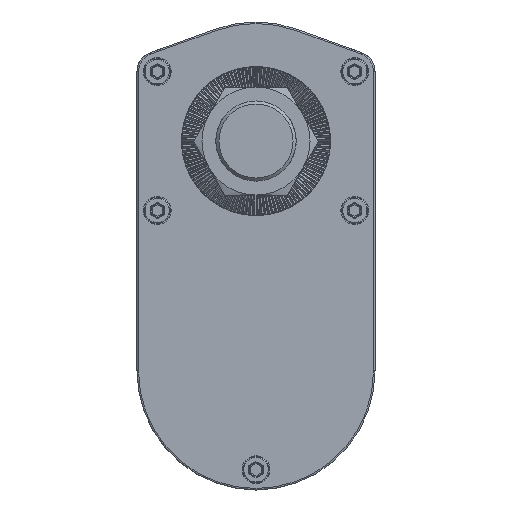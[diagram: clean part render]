
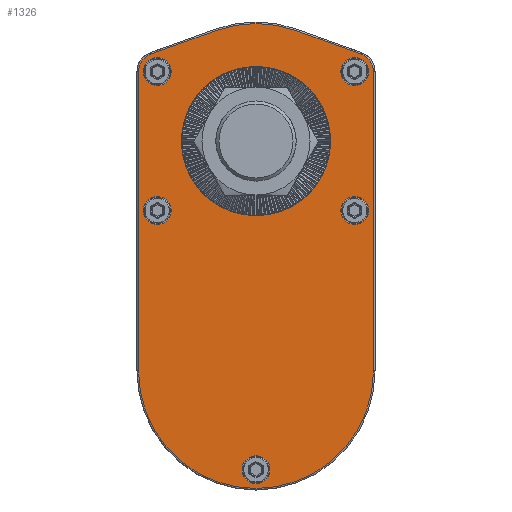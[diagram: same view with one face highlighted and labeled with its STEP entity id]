
A CAD part, front view. The second image highlights one B-rep face of the part: STEP entity #1326.
In plain terms, the highlighted planar face has unit normal (0, -1, 0).
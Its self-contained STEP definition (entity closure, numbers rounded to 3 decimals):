
#1326 = ADVANCED_FACE( '', ( #3335, #3336, #3337, #3338, #3339, #3340, #3341 ), #3342, .T. );
#3335 = FACE_BOUND( '', #7297, .T. );
#3336 = FACE_BOUND( '', #7298, .T. );
#3337 = FACE_BOUND( '', #7299, .T. );
#3338 = FACE_BOUND( '', #7300, .T. );
#3339 = FACE_BOUND( '', #7301, .T. );
#3340 = FACE_OUTER_BOUND( '', #7302, .T. );
#3341 = FACE_BOUND( '', #7303, .T. );
#3342 = PLANE( '', #7304 );
#7297 = EDGE_LOOP( '', ( #15565 ) );
#7298 = EDGE_LOOP( '', ( #15566 ) );
#7299 = EDGE_LOOP( '', ( #15567 ) );
#7300 = EDGE_LOOP( '', ( #15568 ) );
#7301 = EDGE_LOOP( '', ( #15569 ) );
#7302 = EDGE_LOOP( '', ( #15570, #15571, #15572, #15573, #15574, #15575, #15576, #15577 ) );
#7303 = EDGE_LOOP( '', ( #15578 ) );
#7304 = AXIS2_PLACEMENT_3D( '', #15579, #15580, #15581 );
#15565 = ORIENTED_EDGE( '', *, *, #22619, .T. );
#15566 = ORIENTED_EDGE( '', *, *, #22620, .T. );
#15567 = ORIENTED_EDGE( '', *, *, #22578, .T. );
#15568 = ORIENTED_EDGE( '', *, *, #21853, .T. );
#15569 = ORIENTED_EDGE( '', *, *, #21724, .T. );
#15570 = ORIENTED_EDGE( '', *, *, #22621, .T. );
#15571 = ORIENTED_EDGE( '', *, *, #22622, .T. );
#15572 = ORIENTED_EDGE( '', *, *, #22623, .T. );
#15573 = ORIENTED_EDGE( '', *, *, #21964, .T. );
#15574 = ORIENTED_EDGE( '', *, *, #21740, .T. );
#15575 = ORIENTED_EDGE( '', *, *, #22624, .T. );
#15576 = ORIENTED_EDGE( '', *, *, #22625, .T. );
#15577 = ORIENTED_EDGE( '', *, *, #22626, .T. );
#15578 = ORIENTED_EDGE( '', *, *, #22627, .F. );
#15579 = CARTESIAN_POINT( '', ( 0., 24.5, -74.5 ) );
#15580 = DIRECTION( '', ( 0., -1., 0. ) );
#15581 = DIRECTION( '', ( 0., 0., -1. ) );
#21724 = EDGE_CURVE( '', #24806, #24806, #24807, .T. );
#21740 = EDGE_CURVE( '', #24836, #24834, #24837, .T. );
#21853 = EDGE_CURVE( '', #25036, #25036, #25037, .T. );
#21964 = EDGE_CURVE( '', #25231, #24836, #25232, .T. );
#22578 = EDGE_CURVE( '', #26262, #26262, #26263, .T. );
#22619 = EDGE_CURVE( '', #26329, #26329, #26330, .T. );
#22620 = EDGE_CURVE( '', #26331, #26331, #26332, .T. );
#22621 = EDGE_CURVE( '', #26333, #26334, #26335, .T. );
#22622 = EDGE_CURVE( '', #26334, #26336, #26337, .T. );
#22623 = EDGE_CURVE( '', #26336, #25231, #26338, .T. );
#22624 = EDGE_CURVE( '', #24834, #26339, #26340, .T. );
#22625 = EDGE_CURVE( '', #26339, #26341, #26342, .T. );
#22626 = EDGE_CURVE( '', #26341, #26333, #26343, .T. );
#22627 = EDGE_CURVE( '', #26344, #26344, #26345, .T. );
#24806 = VERTEX_POINT( '', #29345 );
#24807 = CIRCLE( '', #29346, 4.5 );
#24834 = VERTEX_POINT( '', #29431 );
#24836 = VERTEX_POINT( '', #29433 );
#24837 = CIRCLE( '', #29434, 6.08 );
#25036 = VERTEX_POINT( '', #29827 );
#25037 = CIRCLE( '', #29828, 4.5 );
#25231 = VERTEX_POINT( '', #30286 );
#25232 = LINE( '', #30287, #30288 );
#26262 = VERTEX_POINT( '', #32296 );
#26263 = CIRCLE( '', #32297, 4.5 );
#26329 = VERTEX_POINT( '', #32391 );
#26330 = CIRCLE( '', #32392, 4.5 );
#26331 = VERTEX_POINT( '', #32393 );
#26332 = CIRCLE( '', #32394, 4.5 );
#26333 = VERTEX_POINT( '', #32395 );
#26334 = VERTEX_POINT( '', #32396 );
#26335 = CIRCLE( '', #32397, 6.08 );
#26336 = VERTEX_POINT( '', #32398 );
#26337 = LINE( '', #32399, #32400 );
#26338 = CIRCLE( '', #32401, 38.08 );
#26339 = VERTEX_POINT( '', #32402 );
#26340 = LINE( '', #32403, #32404 );
#26341 = VERTEX_POINT( '', #32405 );
#26342 = CIRCLE( '', #32406, 38.08 );
#26343 = LINE( '', #32407, #32408 );
#26344 = VERTEX_POINT( '', #32409 );
#26345 = CIRCLE( '', #32410, 24.1 );
#29345 = CARTESIAN_POINT( '', ( -32., 24.5, 18. ) );
#29346 = AXIS2_PLACEMENT_3D( '', #38519, #38520, #38521 );
#29431 = CARTESIAN_POINT( '', ( -38.08, 24.5, 22.46 ) );
#29433 = CARTESIAN_POINT( '', ( -34.067, 24.5, 28.178 ) );
#29434 = AXIS2_PLACEMENT_3D( '', #38536, #38537, #38538 );
#29827 = CARTESIAN_POINT( '', ( 0., 24.5, -111. ) );
#29828 = AXIS2_PLACEMENT_3D( '', #38668, #38669, #38670 );
#30286 = CARTESIAN_POINT( '', ( -12.944, 24.5, 35.813 ) );
#30287 = CARTESIAN_POINT( '', ( -36.76, 24.5, 27.204 ) );
#30288 = VECTOR( '', #38809, 1000. );
#32296 = CARTESIAN_POINT( '', ( -32., 24.5, -27. ) );
#32297 = AXIS2_PLACEMENT_3D( '', #39490, #39491, #39492 );
#32391 = CARTESIAN_POINT( '', ( 32., 24.5, 18. ) );
#32392 = AXIS2_PLACEMENT_3D( '', #39534, #39535, #39536 );
#32393 = CARTESIAN_POINT( '', ( 32., 24.5, -27. ) );
#32394 = AXIS2_PLACEMENT_3D( '', #39537, #39538, #39539 );
#32395 = CARTESIAN_POINT( '', ( 38.08, 24.5, 22.46 ) );
#32396 = CARTESIAN_POINT( '', ( 34.067, 24.5, 28.178 ) );
#32397 = AXIS2_PLACEMENT_3D( '', #39540, #39541, #39542 );
#32398 = CARTESIAN_POINT( '', ( 12.944, 24.5, 35.813 ) );
#32399 = CARTESIAN_POINT( '', ( 36.76, 24.5, 27.204 ) );
#32400 = VECTOR( '', #39543, 1000. );
#32401 = AXIS2_PLACEMENT_3D( '', #39544, #39545, #39546 );
#32402 = CARTESIAN_POINT( '', ( -38.08, 24.5, -74.5 ) );
#32403 = CARTESIAN_POINT( '', ( -38.08, 24.5, -74.5 ) );
#32404 = VECTOR( '', #39547, 1000. );
#32405 = CARTESIAN_POINT( '', ( 38.08, 24.5, -74.5 ) );
#32406 = AXIS2_PLACEMENT_3D( '', #39548, #39549, #39550 );
#32407 = CARTESIAN_POINT( '', ( 38.08, 24.5, -74.5 ) );
#32408 = VECTOR( '', #39551, 1000. );
#32409 = CARTESIAN_POINT( '', ( 0., 24.5, -24.1 ) );
#32410 = AXIS2_PLACEMENT_3D( '', #39552, #39553, #39554 );
#38519 = CARTESIAN_POINT( '', ( -32., 24.5, 22.5 ) );
#38520 = DIRECTION( '', ( 0., 1., 0. ) );
#38521 = DIRECTION( '', ( 0., 0., -1. ) );
#38536 = CARTESIAN_POINT( '', ( -32., 24.5, 22.46 ) );
#38537 = DIRECTION( '', ( 0., -1., 0. ) );
#38538 = DIRECTION( '', ( 0., 0., -1. ) );
#38668 = CARTESIAN_POINT( '', ( 0., 24.5, -106.5 ) );
#38669 = DIRECTION( '', ( 0., 1., 0. ) );
#38670 = DIRECTION( '', ( 0., 0., -1. ) );
#38809 = DIRECTION( '', ( -0.94, 0., -0.34 ) );
#39490 = CARTESIAN_POINT( '', ( -32., 24.5, -22.5 ) );
#39491 = DIRECTION( '', ( 0., 1., 0. ) );
#39492 = DIRECTION( '', ( 0., 0., -1. ) );
#39534 = CARTESIAN_POINT( '', ( 32., 24.5, 22.5 ) );
#39535 = DIRECTION( '', ( 0., 1., 0. ) );
#39536 = DIRECTION( '', ( 0., 0., -1. ) );
#39537 = CARTESIAN_POINT( '', ( 32., 24.5, -22.5 ) );
#39538 = DIRECTION( '', ( 0., 1., 0. ) );
#39539 = DIRECTION( '', ( 0., 0., -1. ) );
#39540 = CARTESIAN_POINT( '', ( 32., 24.5, 22.46 ) );
#39541 = DIRECTION( '', ( 0., -1., 0. ) );
#39542 = DIRECTION( '', ( 0., 0., -1. ) );
#39543 = DIRECTION( '', ( -0.94, 0., 0.34 ) );
#39544 = CARTESIAN_POINT( '', ( 0., 24.5, 0. ) );
#39545 = DIRECTION( '', ( 0., -1., 0. ) );
#39546 = DIRECTION( '', ( 0., 0., -1. ) );
#39547 = DIRECTION( '', ( 0., 0., -1. ) );
#39548 = CARTESIAN_POINT( '', ( 0., 24.5, -74.5 ) );
#39549 = DIRECTION( '', ( 0., -1., 0. ) );
#39550 = DIRECTION( '', ( 0., 0., -1. ) );
#39551 = DIRECTION( '', ( 0., 0., 1. ) );
#39552 = CARTESIAN_POINT( '', ( 0., 24.5, 0. ) );
#39553 = DIRECTION( '', ( 0., -1., 0. ) );
#39554 = DIRECTION( '', ( 0., 0., -1. ) );
